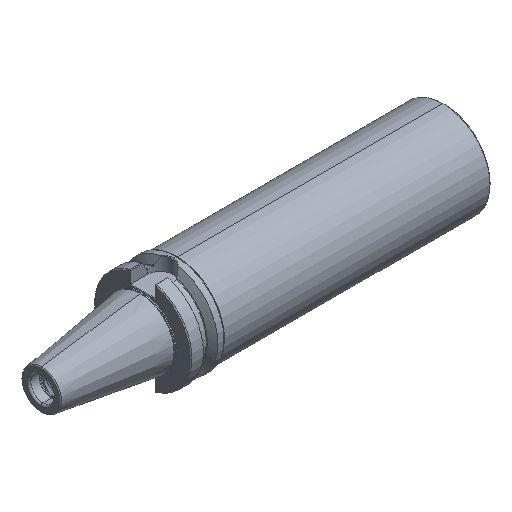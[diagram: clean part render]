
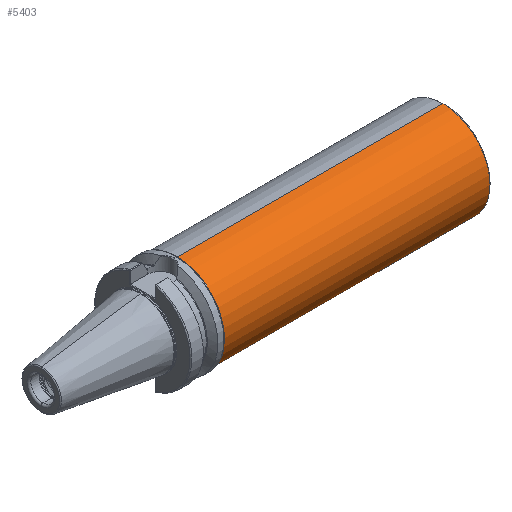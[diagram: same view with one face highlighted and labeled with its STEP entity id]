
A CAD part, isometric view. The second image highlights one B-rep face of the part: STEP entity #5403.
In plain terms, the highlighted cylindrical face has radius 48.5 mm (diameter 97 mm), a partial arc.
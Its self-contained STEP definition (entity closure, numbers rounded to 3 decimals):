
#1333 = CARTESIAN_POINT ( 'NONE',  ( 85.752, 0., 0. ) ) ;
#1334 = DIRECTION ( 'NONE',  ( 1., 0., 0. ) ) ;
#1335 = DIRECTION ( 'NONE',  ( 0., 0., -1. ) ) ;
#1603 = CIRCLE ( 'NONE', #7214, 48.5 ) ;
#2002 = CIRCLE ( 'NONE', #3447, 48.5 ) ;
#2356 = FACE_OUTER_BOUND ( 'NONE', #7183, .T. ) ;
#2359 = AXIS2_PLACEMENT_3D ( 'NONE', #1333, #1334, #1335 ) ;
#2360 = CYLINDRICAL_SURFACE ( 'NONE', #2359, 48.5 ) ;
#2440 = EDGE_CURVE ( 'NONE', #7154, #7174, #2002, .T. ) ;
#3447 = AXIS2_PLACEMENT_3D ( 'NONE', #6705, #6706, #6707 ) ;
#4184 = LINE ( 'NONE', #4185, #7212 ) ;
#4185 = CARTESIAN_POINT ( 'NONE',  ( 85.752, 0., -48.5 ) ) ;
#4186 = DIRECTION ( 'NONE',  ( 1., 0., 0. ) ) ;
#4190 = LINE ( 'NONE', #4191, #7215 ) ;
#4191 = CARTESIAN_POINT ( 'NONE',  ( 85.752, 0., 48.5 ) ) ;
#4192 = DIRECTION ( 'NONE',  ( 1., 0., 0. ) ) ;
#4198 = CARTESIAN_POINT ( 'NONE',  ( 35.936, 0., 0. ) ) ;
#4199 = DIRECTION ( 'NONE',  ( 1., 0., 0. ) ) ;
#4200 = DIRECTION ( 'NONE',  ( 0., 0., -1. ) ) ;
#4520 = EDGE_CURVE ( 'NONE', #6942, #7154, #4184, .T. ) ;
#4522 = EDGE_CURVE ( 'NONE', #6941, #7174, #4190, .T. ) ;
#4525 = EDGE_CURVE ( 'NONE', #6941, #6942, #1603, .T. ) ;
#4726 = ORIENTED_EDGE ( 'NONE', *, *, #2440, .T. ) ;
#4727 = ORIENTED_EDGE ( 'NONE', *, *, #4522, .F. ) ;
#4728 = ORIENTED_EDGE ( 'NONE', *, *, #4525, .T. ) ;
#4729 = ORIENTED_EDGE ( 'NONE', *, *, #4520, .T. ) ;
#5403 = ADVANCED_FACE ( 'NONE', ( #2356 ), #2360, .T. ) ;
#6624 = CARTESIAN_POINT ( 'NONE',  ( 35.936, 0., 48.5 ) ) ;
#6625 = CARTESIAN_POINT ( 'NONE',  ( 35.936, 0., -48.5 ) ) ;
#6643 = CARTESIAN_POINT ( 'NONE',  ( 310., 0., -48.5 ) ) ;
#6663 = CARTESIAN_POINT ( 'NONE',  ( 310., 0., 48.5 ) ) ;
#6705 = CARTESIAN_POINT ( 'NONE',  ( 310., 0., 0. ) ) ;
#6706 = DIRECTION ( 'NONE',  ( -1., 0., 0. ) ) ;
#6707 = DIRECTION ( 'NONE',  ( 0., 0., -1. ) ) ;
#6941 = VERTEX_POINT ( 'NONE', #6624 ) ;
#6942 = VERTEX_POINT ( 'NONE', #6625 ) ;
#7154 = VERTEX_POINT ( 'NONE', #6643 ) ;
#7174 = VERTEX_POINT ( 'NONE', #6663 ) ;
#7183 = EDGE_LOOP ( 'NONE', ( #4727, #4728, #4729, #4726 ) ) ;
#7212 = VECTOR ( 'NONE', #4186, 1000. ) ;
#7214 = AXIS2_PLACEMENT_3D ( 'NONE', #4198, #4199, #4200 ) ;
#7215 = VECTOR ( 'NONE', #4192, 1000. ) ;
